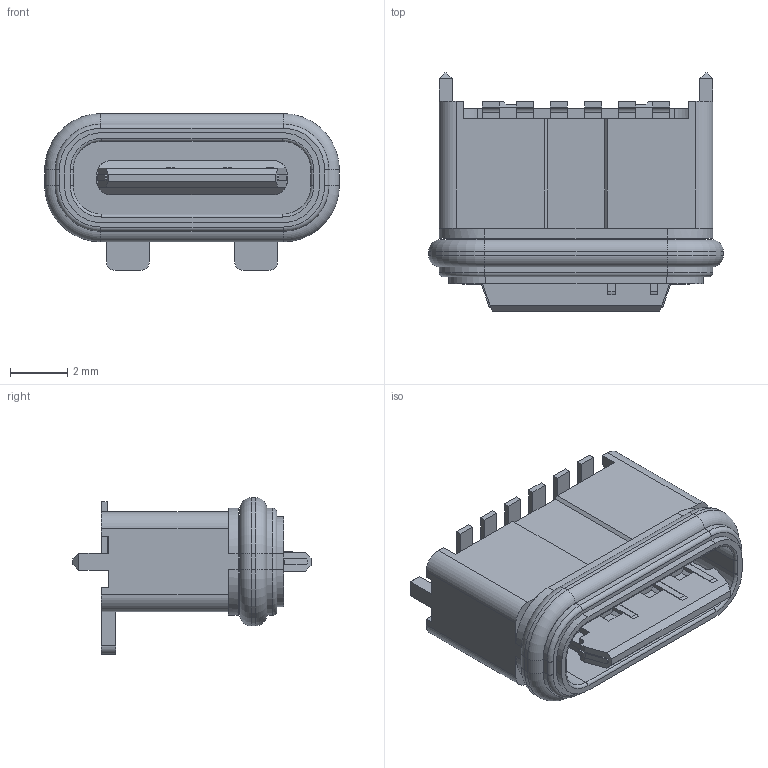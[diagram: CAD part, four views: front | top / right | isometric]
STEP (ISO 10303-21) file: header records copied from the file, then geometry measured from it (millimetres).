
FILE_DESCRIPTION((''),'2;1');
FILE_NAME('ASM0001_ASM_ASM_ASM_ASM_ASM','2021-09-08T',('Administrator'),(''),'PRO/ENGINEER BY PARAMETRIC TECHNOLOGY CORPORATION, 2007090','PRO/ENGINEER BY PARAMETRIC TECHNOLOGY CORPORATION, 2007090','');
FILE_SCHEMA(('CONFIG_CONTROL_DESIGN'));
Length unit declared in the file: millimetre
Products named in the file (4): 288_2; USBC-0030IPX7-00_ASM_35_ASM_ASM_ASM; 0030_1; ASM0001_ASM_ASM_ASM_ASM_ASM
Assembly tree (3 placements, depth 3):
  ASM0001_ASM_ASM_ASM_ASM_ASM
    USBC-0030IPX7-00_ASM_35_ASM_ASM_ASM
      288_2
    0030_1
Bounding box: 10.34 x 8.35 x 5.5 mm (x, y, z)
Volume: 149.5 mm3; surface area: 528.4 mm2
Topology: 2 solids, 3 shells, 484 faces, 1306 edges, 846 vertices
Faces by surface type: plane 356, cylinder 102, torus 16, cone 10
Entity records: 15160 total; most frequent: CARTESIAN_POINT 2720, ORIENTED_EDGE 2612, DIRECTION 2510, EDGE_CURVE 1306, VECTOR 1050, LINE 1050, VERTEX_POINT 846, AXIS2_PLACEMENT_3D 730
